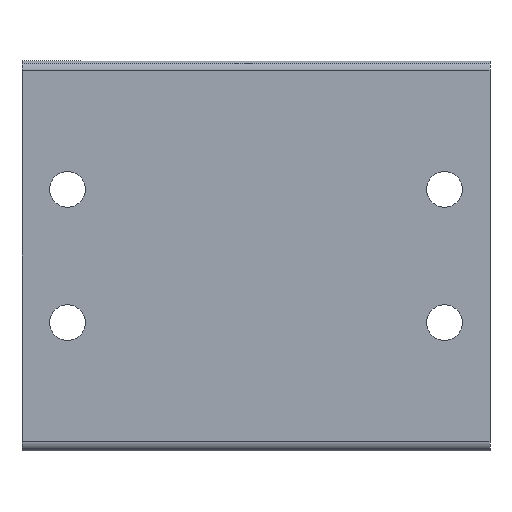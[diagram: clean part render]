
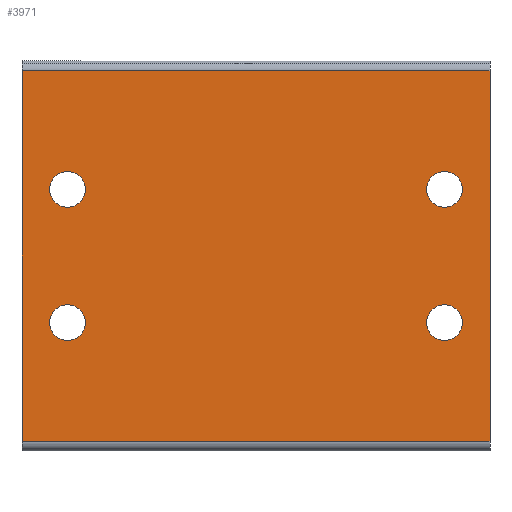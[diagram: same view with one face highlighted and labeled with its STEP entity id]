
A CAD part, front view. The second image highlights one B-rep face of the part: STEP entity #3971.
In plain terms, the highlighted face is planar.
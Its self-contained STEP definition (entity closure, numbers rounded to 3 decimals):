
#141=CARTESIAN_POINT('',(26.25,-10.25,-10.0));
#142=VERTEX_POINT('',#141);
#151=CARTESIAN_POINT('',(31.75,-10.25,-10.0));
#152=VERTEX_POINT('',#151);
#153=CARTESIAN_POINT('',(29.,-10.25,-10.0));
#154=DIRECTION('',(0.0,0.0,1.0));
#155=DIRECTION('',(-1.0,0.0,0.0));
#156=AXIS2_PLACEMENT_3D('',#153,#154,#155);
#157=CIRCLE('',#156,2.75);
#158=EDGE_CURVE('',#152,#142,#157,.T.);
#183=CARTESIAN_POINT('',(-31.75,-10.25,-10.0));
#184=VERTEX_POINT('',#183);
#193=CARTESIAN_POINT('',(-26.25,-10.25,-10.0));
#194=VERTEX_POINT('',#193);
#195=CARTESIAN_POINT('',(-29.,-10.25,-10.0));
#196=DIRECTION('',(0.0,0.0,1.0));
#197=DIRECTION('',(-1.0,0.0,0.0));
#198=AXIS2_PLACEMENT_3D('',#195,#196,#197);
#199=CIRCLE('',#198,2.75);
#200=EDGE_CURVE('',#194,#184,#199,.T.);
#225=CARTESIAN_POINT('',(-31.75,10.25,-10.0));
#226=VERTEX_POINT('',#225);
#235=CARTESIAN_POINT('',(-26.25,10.25,-10.0));
#236=VERTEX_POINT('',#235);
#237=CARTESIAN_POINT('',(-29.,10.25,-10.0));
#238=DIRECTION('',(0.0,0.0,1.0));
#239=DIRECTION('',(-1.0,0.0,0.0));
#240=AXIS2_PLACEMENT_3D('',#237,#238,#239);
#241=CIRCLE('',#240,2.75);
#242=EDGE_CURVE('',#236,#226,#241,.T.);
#267=CARTESIAN_POINT('',(26.25,10.25,-10.0));
#268=VERTEX_POINT('',#267);
#277=CARTESIAN_POINT('',(31.75,10.25,-10.0));
#278=VERTEX_POINT('',#277);
#279=CARTESIAN_POINT('',(29.,10.25,-10.0));
#280=DIRECTION('',(0.0,0.0,1.0));
#281=DIRECTION('',(-1.0,0.0,0.0));
#282=AXIS2_PLACEMENT_3D('',#279,#280,#281);
#283=CIRCLE('',#282,2.75);
#284=EDGE_CURVE('',#278,#268,#283,.T.);
#1895=CARTESIAN_POINT('',(-36.0,-28.5,-10.0));
#1896=VERTEX_POINT('',#1895);
#1904=CARTESIAN_POINT('',(36.,-28.5,-10.0));
#1905=VERTEX_POINT('',#1904);
#1906=CARTESIAN_POINT('',(-36.0,-28.5,-10.0));
#1907=DIRECTION('',(1.0,0.0,0.0));
#1908=VECTOR('',#1907,72.);
#1909=LINE('',#1906,#1908);
#1910=EDGE_CURVE('',#1896,#1905,#1909,.T.);
#2021=CARTESIAN_POINT('',(36.,28.5,-10.0));
#2022=VERTEX_POINT('',#2021);
#2030=CARTESIAN_POINT('',(-36.0,28.5,-10.0));
#2031=VERTEX_POINT('',#2030);
#2032=CARTESIAN_POINT('',(36.,28.5,-10.0));
#2033=DIRECTION('',(-1.0,0.0,0.0));
#2034=VECTOR('',#2033,72.);
#2035=LINE('',#2032,#2034);
#2036=EDGE_CURVE('',#2022,#2031,#2035,.T.);
#2135=CARTESIAN_POINT('',(36.,-28.5,-10.0));
#2136=DIRECTION('',(0.0,1.0,0.0));
#2137=VECTOR('',#2136,57.);
#2138=LINE('',#2135,#2137);
#2139=EDGE_CURVE('',#1905,#2022,#2138,.T.);
#3820=CARTESIAN_POINT('',(29.,10.25,-10.0));
#3821=DIRECTION('',(0.0,0.0,1.0));
#3822=DIRECTION('',(-1.0,0.0,0.0));
#3823=AXIS2_PLACEMENT_3D('',#3820,#3821,#3822);
#3824=CIRCLE('',#3823,2.75);
#3825=EDGE_CURVE('',#268,#278,#3824,.T.);
#3844=CARTESIAN_POINT('',(-29.,10.25,-10.0));
#3845=DIRECTION('',(0.0,0.0,1.0));
#3846=DIRECTION('',(-1.0,0.0,0.0));
#3847=AXIS2_PLACEMENT_3D('',#3844,#3845,#3846);
#3848=CIRCLE('',#3847,2.75);
#3849=EDGE_CURVE('',#226,#236,#3848,.T.);
#3868=CARTESIAN_POINT('',(-29.,-10.25,-10.0));
#3869=DIRECTION('',(0.0,0.0,1.0));
#3870=DIRECTION('',(-1.0,0.0,0.0));
#3871=AXIS2_PLACEMENT_3D('',#3868,#3869,#3870);
#3872=CIRCLE('',#3871,2.75);
#3873=EDGE_CURVE('',#184,#194,#3872,.T.);
#3892=CARTESIAN_POINT('',(29.,-10.25,-10.0));
#3893=DIRECTION('',(0.0,0.0,1.0));
#3894=DIRECTION('',(-1.0,0.0,0.0));
#3895=AXIS2_PLACEMENT_3D('',#3892,#3893,#3894);
#3896=CIRCLE('',#3895,2.75);
#3897=EDGE_CURVE('',#142,#152,#3896,.T.);
#3908=CARTESIAN_POINT('',(-36.0,28.5,-10.0));
#3909=DIRECTION('',(0.0,-1.0,0.0));
#3910=VECTOR('',#3909,57.0);
#3911=LINE('',#3908,#3910);
#3912=EDGE_CURVE('',#2031,#1896,#3911,.T.);
#3944=CARTESIAN_POINT('',(0.,0.,-10.0));
#3945=DIRECTION('',(0.0,0.0,1.0));
#3946=DIRECTION('',(1.0,0.0,0.0));
#3947=AXIS2_PLACEMENT_3D('',#3944,#3945,#3946);
#3948=PLANE('',#3947);
#3949=ORIENTED_EDGE('',*,*,#2036,.F.);
#3950=ORIENTED_EDGE('',*,*,#2139,.F.);
#3951=ORIENTED_EDGE('',*,*,#1910,.F.);
#3952=ORIENTED_EDGE('',*,*,#3912,.F.);
#3953=EDGE_LOOP('',(#3949,#3950,#3951,#3952));
#3954=FACE_OUTER_BOUND('',#3953,.T.);
#3955=ORIENTED_EDGE('',*,*,#284,.T.);
#3956=ORIENTED_EDGE('',*,*,#3825,.T.);
#3957=EDGE_LOOP('',(#3955,#3956));
#3958=FACE_BOUND('',#3957,.T.);
#3959=ORIENTED_EDGE('',*,*,#242,.T.);
#3960=ORIENTED_EDGE('',*,*,#3849,.T.);
#3961=EDGE_LOOP('',(#3959,#3960));
#3962=FACE_BOUND('',#3961,.T.);
#3963=ORIENTED_EDGE('',*,*,#200,.T.);
#3964=ORIENTED_EDGE('',*,*,#3873,.T.);
#3965=EDGE_LOOP('',(#3963,#3964));
#3966=FACE_BOUND('',#3965,.T.);
#3967=ORIENTED_EDGE('',*,*,#158,.T.);
#3968=ORIENTED_EDGE('',*,*,#3897,.T.);
#3969=EDGE_LOOP('',(#3967,#3968));
#3970=FACE_BOUND('',#3969,.T.);
#3971=ADVANCED_FACE('',(#3954,#3958,#3962,#3966,#3970),#3948,.F.);
